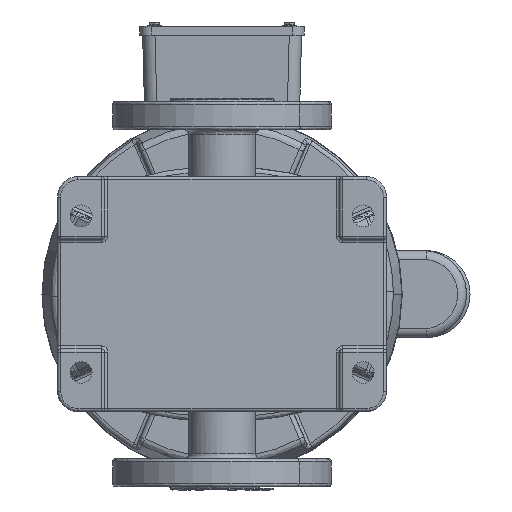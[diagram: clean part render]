
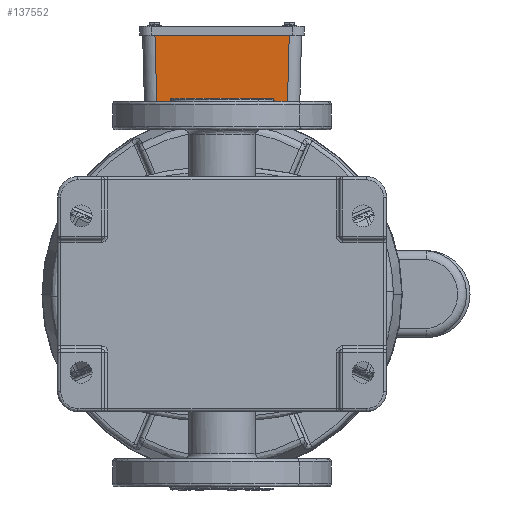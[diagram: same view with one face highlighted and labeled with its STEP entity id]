
A CAD part, front view. The second image highlights one B-rep face of the part: STEP entity #137552.
In plain terms, the highlighted face is planar.
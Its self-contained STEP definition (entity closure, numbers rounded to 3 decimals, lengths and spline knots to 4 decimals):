
#3653 = CARTESIAN_POINT ( 'NONE',  ( -1.4225, 2., 4.6813 ) ) ;
#4428 = VECTOR ( 'NONE', #97402, 39.3701 ) ;
#8059 = VECTOR ( 'NONE', #124417, 39.3701 ) ;
#11878 = CARTESIAN_POINT ( 'NONE',  ( -1.3748, -1.6868, 6.505 ) ) ;
#19328 = EDGE_CURVE ( 'NONE', #19630, #78461, #84987, .T. ) ;
#19630 = VERTEX_POINT ( 'NONE', #11878 ) ;
#23077 = CARTESIAN_POINT ( 'NONE',  ( -1.3748, 2., 6.505 ) ) ;
#23581 = VERTEX_POINT ( 'NONE', #117578 ) ;
#34107 = ORIENTED_EDGE ( 'NONE', *, *, #86435, .F. ) ;
#38532 = EDGE_LOOP ( 'NONE', ( #34107, #101250, #47343, #132034 ) ) ;
#42222 = LINE ( 'NONE', #23077, #4428 ) ;
#47343 = ORIENTED_EDGE ( 'NONE', *, *, #65684, .F. ) ;
#51269 = EDGE_CURVE ( 'NONE', #23581, #113600, #59339, .T. ) ;
#59339 = LINE ( 'NONE', #102477, #8059 ) ;
#64054 = CARTESIAN_POINT ( 'NONE',  ( -1.3748, 1.6868, 6.505 ) ) ;
#65684 = EDGE_CURVE ( 'NONE', #23581, #78461, #112578, .T. ) ;
#69406 = CARTESIAN_POINT ( 'NONE',  ( -1.3715, 2., 6.6305 ) ) ;
#70128 = DIRECTION ( 'NONE',  ( 0., -1., 0. ) ) ;
#78461 = VERTEX_POINT ( 'NONE', #128192 ) ;
#84987 = LINE ( 'NONE', #128124, #116108 ) ;
#86435 = EDGE_CURVE ( 'NONE', #19630, #113600, #42222, .T. ) ;
#97402 = DIRECTION ( 'NONE',  ( 0., 1., 0. ) ) ;
#101250 = ORIENTED_EDGE ( 'NONE', *, *, #19328, .T. ) ;
#101923 = DIRECTION ( 'NONE',  ( 0.026, 0., 1. ) ) ;
#102477 = CARTESIAN_POINT ( 'NONE',  ( -1.3713, 1.6903, 6.6386 ) ) ;
#102625 = FACE_OUTER_BOUND ( 'NONE', #38532, .T. ) ;
#107604 = DIRECTION ( 'NONE',  ( -0.026, 0.026, -0.999 ) ) ;
#112556 = DIRECTION ( 'NONE',  ( -1., 0., 0.026 ) ) ;
#112578 = LINE ( 'NONE', #3653, #126619 ) ;
#113600 = VERTEX_POINT ( 'NONE', #64054 ) ;
#114243 = AXIS2_PLACEMENT_3D ( 'NONE', #69406, #112556, #101923 ) ;
#116108 = VECTOR ( 'NONE', #107604, 39.3701 ) ;
#117578 = CARTESIAN_POINT ( 'NONE',  ( -1.4225, 1.6391, 4.6813 ) ) ;
#124417 = DIRECTION ( 'NONE',  ( 0.026, 0.026, 0.999 ) ) ;
#126619 = VECTOR ( 'NONE', #70128, 39.3701 ) ;
#128124 = CARTESIAN_POINT ( 'NONE',  ( -1.374, -1.6876, 6.534 ) ) ;
#128192 = CARTESIAN_POINT ( 'NONE',  ( -1.4225, -1.6391, 4.6813 ) ) ;
#132034 = ORIENTED_EDGE ( 'NONE', *, *, #51269, .T. ) ;
#135178 = PLANE ( 'NONE',  #114243 ) ;
#137552 = ADVANCED_FACE ( 'NONE', ( #102625 ), #135178, .F. ) ;
